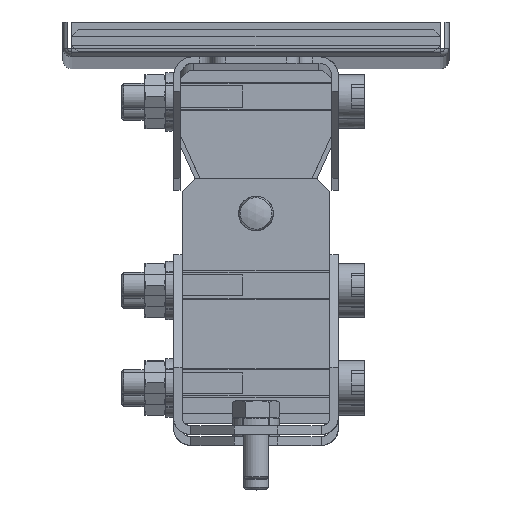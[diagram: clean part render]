
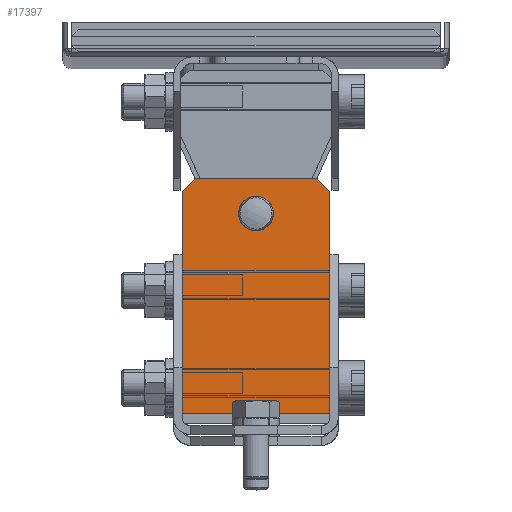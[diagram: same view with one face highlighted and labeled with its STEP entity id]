
A CAD part, top view. The second image highlights one B-rep face of the part: STEP entity #17397.
In plain terms, the highlighted planar face has unit normal (0, 0, 1).
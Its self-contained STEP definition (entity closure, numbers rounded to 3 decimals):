
#486=B_SPLINE_CURVE_WITH_KNOTS($,3,(#29540,#29541,#29542,#29543,#29544,
#29545,#29546,#29547,#29548,#29549,#29550,#29551,#29552,#29553,#29554,#29555,
#29556,#29557,#29558,#29559,#29560,#29561,#29562,#29563,#29564,#29565,#29566,
#29567),.UNSPECIFIED.,.T.,.F.,(4,3,3,3,3,3,3,3,3,4),(0.,0.126,
0.222,0.333,0.459,0.555,0.667,
0.792,0.888,1.),.UNSPECIFIED.);
#920=FACE_BOUND($,#4960,.T.);
#4159=FACE_OUTER_BOUND($,#4959,.T.);
#4959=EDGE_LOOP($,(#15498,#15499,#15500,#15501,#15502,#15503));
#4960=EDGE_LOOP($,(#15504));
#6267=LINE($,#29529,#7789);
#6268=LINE($,#29531,#7790);
#6269=LINE($,#29533,#7791);
#6270=LINE($,#29535,#7792);
#6271=LINE($,#29537,#7793);
#6272=LINE($,#29538,#7794);
#7789=VECTOR($,#21512,4.243);
#7790=VECTOR($,#21513,28.);
#7791=VECTOR($,#21514,4.243);
#7792=VECTOR($,#21515,51.);
#7793=VECTOR($,#21516,34.);
#7794=VECTOR($,#21517,51.);
#10019=VERTEX_POINT($,#29527);
#10020=VERTEX_POINT($,#29528);
#10021=VERTEX_POINT($,#29530);
#10022=VERTEX_POINT($,#29532);
#10023=VERTEX_POINT($,#29534);
#10024=VERTEX_POINT($,#29536);
#10025=VERTEX_POINT($,#29539);
#12742=EDGE_CURVE($,#10019,#10020,#6267,.T.);
#12743=EDGE_CURVE($,#10021,#10020,#6268,.T.);
#12744=EDGE_CURVE($,#10021,#10022,#6269,.T.);
#12745=EDGE_CURVE($,#10023,#10022,#6270,.T.);
#12746=EDGE_CURVE($,#10024,#10023,#6271,.T.);
#12747=EDGE_CURVE($,#10019,#10024,#6272,.T.);
#12748=EDGE_CURVE($,#10025,#10025,#486,.T.);
#15498=ORIENTED_EDGE($,*,*,#12742,.T.);
#15499=ORIENTED_EDGE($,*,*,#12743,.F.);
#15500=ORIENTED_EDGE($,*,*,#12744,.T.);
#15501=ORIENTED_EDGE($,*,*,#12745,.F.);
#15502=ORIENTED_EDGE($,*,*,#12746,.F.);
#15503=ORIENTED_EDGE($,*,*,#12747,.F.);
#15504=ORIENTED_EDGE($,*,*,#12748,.T.);
#16819=PLANE($,#18487);
#17397=ADVANCED_FACE($,(#4159,#920),#16819,.T.);
#18487=AXIS2_PLACEMENT_3D($,#29526,#21510,#21511);
#21510=DIRECTION('center_axis',(0.,0.,1.));
#21511=DIRECTION('ref_axis',(1.,0.,0.));
#21512=DIRECTION($,(-0.707,0.707,0.));
#21513=DIRECTION($,(1.,0.,0.));
#21514=DIRECTION($,(-0.707,-0.707,0.));
#21515=DIRECTION($,(0.,1.,0.));
#21516=DIRECTION($,(-1.,0.,0.));
#21517=DIRECTION($,(0.,-1.,0.));
#29526=CARTESIAN_POINT('Origin',(7.397,-55.312,1606.5));
#29527=CARTESIAN_POINT('',(24.397,-58.312,1606.5));
#29528=CARTESIAN_POINT('',(21.397,-55.312,1606.5));
#29529=CARTESIAN_POINT($,(24.397,-58.312,1606.5));
#29530=CARTESIAN_POINT('',(-6.603,-55.312,1606.5));
#29531=CARTESIAN_POINT($,(-6.603,-55.312,1606.5));
#29532=CARTESIAN_POINT('',(-9.603,-58.312,1606.5));
#29533=CARTESIAN_POINT($,(-6.603,-55.312,1606.5));
#29534=CARTESIAN_POINT('',(-9.603,-109.312,1606.5));
#29535=CARTESIAN_POINT($,(-9.603,-72.812,1606.5));
#29536=CARTESIAN_POINT('',(24.397,-109.312,1606.5));
#29537=CARTESIAN_POINT($,(24.397,-109.312,1606.5));
#29538=CARTESIAN_POINT($,(24.397,-72.812,1606.5));
#29539=CARTESIAN_POINT('',(11.397,-63.312,1606.5));
#29540=CARTESIAN_POINT('Ctrl Pts',(11.397,-63.312,1606.5));
#29541=CARTESIAN_POINT('Ctrl Pts',(11.397,-64.182,1606.5));
#29542=CARTESIAN_POINT('Ctrl Pts',(11.071,-65.26,1606.5));
#29543=CARTESIAN_POINT('Ctrl Pts',(10.284,-66.081,1606.5));
#29544=CARTESIAN_POINT('Ctrl Pts',(9.682,-66.708,1606.5));
#29545=CARTESIAN_POINT('Ctrl Pts',(8.831,-67.143,1606.5));
#29546=CARTESIAN_POINT('Ctrl Pts',(7.984,-67.269,1606.5));
#29547=CARTESIAN_POINT('Ctrl Pts',(6.999,-67.415,1606.5));
#29548=CARTESIAN_POINT('Ctrl Pts',(6.067,-67.164,1606.5));
#29549=CARTESIAN_POINT('Ctrl Pts',(5.397,-66.777,1606.5));
#29550=CARTESIAN_POINT('Ctrl Pts',(4.643,-66.342,1606.5));
#29551=CARTESIAN_POINT('Ctrl Pts',(3.873,-65.52,1606.5));
#29552=CARTESIAN_POINT('Ctrl Pts',(3.555,-64.429,1606.5));
#29553=CARTESIAN_POINT('Ctrl Pts',(3.313,-63.594,1606.5));
#29554=CARTESIAN_POINT('Ctrl Pts',(3.362,-62.639,1606.5));
#29555=CARTESIAN_POINT('Ctrl Pts',(3.676,-61.843,1606.5));
#29556=CARTESIAN_POINT('Ctrl Pts',(4.042,-60.917,1606.5));
#29557=CARTESIAN_POINT('Ctrl Pts',(4.726,-60.235,1606.5));
#29558=CARTESIAN_POINT('Ctrl Pts',(5.397,-59.848,1606.5));
#29559=CARTESIAN_POINT('Ctrl Pts',(6.15,-59.413,1606.5));
#29560=CARTESIAN_POINT('Ctrl Pts',(7.246,-59.157,1606.5));
#29561=CARTESIAN_POINT('Ctrl Pts',(8.35,-59.428,1606.5));
#29562=CARTESIAN_POINT('Ctrl Pts',(9.195,-59.635,1606.5));
#29563=CARTESIAN_POINT('Ctrl Pts',(9.997,-60.155,1606.5));
#29564=CARTESIAN_POINT('Ctrl Pts',(10.529,-60.825,1606.5));
#29565=CARTESIAN_POINT('Ctrl Pts',(11.149,-61.605,1606.5));
#29566=CARTESIAN_POINT('Ctrl Pts',(11.397,-62.538,1606.5));
#29567=CARTESIAN_POINT('Ctrl Pts',(11.397,-63.312,1606.5));
